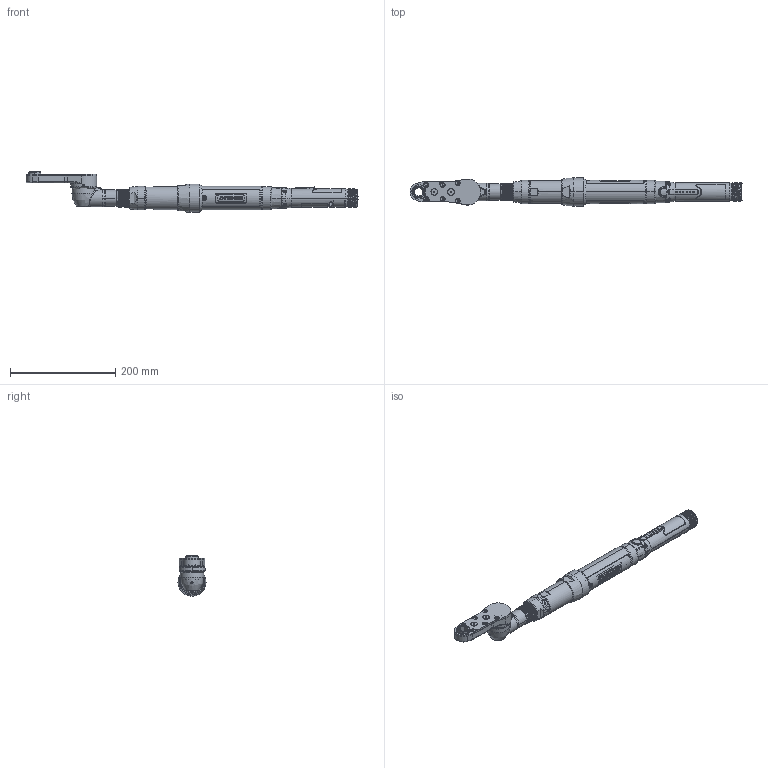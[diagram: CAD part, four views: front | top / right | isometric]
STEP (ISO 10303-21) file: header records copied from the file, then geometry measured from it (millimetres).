
FILE_DESCRIPTION((''),'2;1');
FILE_NAME('EB34LC226-59','2019-03-29T08:50:00',('CEG0317'),(''),'CREO PARAMETRIC BY PTC INC, 2017380','CREO PARAMETRIC BY PTC INC, 2017380','');
FILE_SCHEMA(('CONFIG_CONTROL_DESIGN'));
Length unit declared in the file: inch
Products named in the file (1): EB34LC226-59
Bounding box: 630.78 x 53.48 x 76.77 mm (x, y, z)
Surface area: 182960.1 mm2 (no closed solid volume)
Topology: 0 solids, 262 shells, 1545 faces, 6674 edges, 5231 vertices
Faces by surface type: cylinder 545, plane 428, bspline 266, cone 184, torus 84, extrusion 30, sphere 8
Entity records: 108596 total; most frequent: CARTESIAN_POINT 61233, ORIENTED_EDGE 9007, DIRECTION 8133, EDGE_CURVE 6672, VERTEX_POINT 5231, AXIS2_PLACEMENT_3D 2960, B_SPLINE_CURVE_WITH_KNOTS 2808, VECTOR 2213
